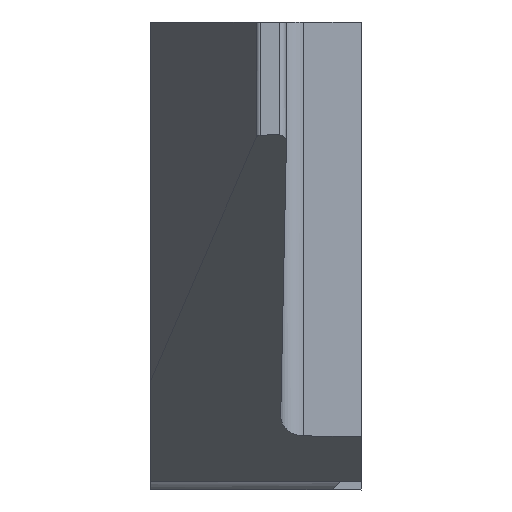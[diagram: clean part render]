
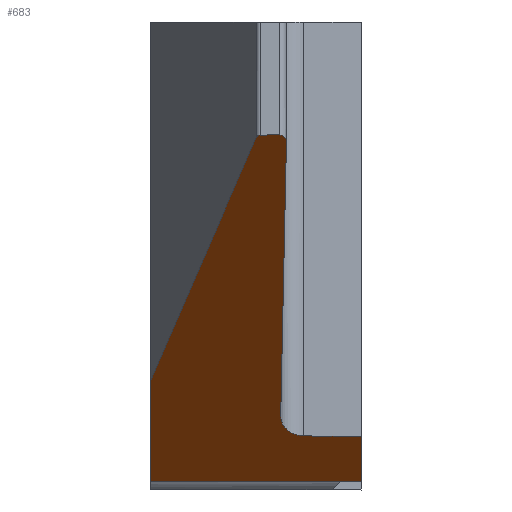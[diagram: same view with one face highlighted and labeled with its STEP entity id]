
A CAD part, front view. The second image highlights one B-rep face of the part: STEP entity #683.
In plain terms, the highlighted planar face has unit normal (0, -0.643, -0.766).
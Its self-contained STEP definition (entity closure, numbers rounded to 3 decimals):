
#94=CARTESIAN_POINT('',(3.6,6.155,-7.089));
#95=VERTEX_POINT('',#94);
#288=CARTESIAN_POINT('',(3.6,7.062,-7.85));
#289=VERTEX_POINT('',#288);
#300=CARTESIAN_POINT('',(3.6,6.155,-7.089));
#301=DIRECTION('',(0.,0.766,-0.643));
#302=VECTOR('',#301,1.184);
#303=LINE('',#300,#302);
#304=EDGE_CURVE('',#95,#289,#303,.T.);
#522=CARTESIAN_POINT('',(1.4,3.217,-4.624));
#523=DIRECTION('',(0.,0.643,0.766));
#524=DIRECTION('',(0.,-0.492,0.413));
#525=AXIS2_PLACEMENT_3D('',#522,#523,#524);
#526=PLANE('',#525);
#527=CARTESIAN_POINT('',(0.,5.014,-6.131));
#528=DIRECTION('',(0.269,-0.738,0.619));
#529=VECTOR('',#528,6.707);
#530=LINE('',#527,#529);
#531=CARTESIAN_POINT('',(0.,5.014,-6.131));
#532=VERTEX_POINT('',#531);
#533=CARTESIAN_POINT('',(1.801,0.064,-1.978));
#534=VERTEX_POINT('',#533);
#535=EDGE_CURVE('',#532,#534,#530,.T.);
#536=ORIENTED_EDGE('Edge 379',*,*,#535,.F.);
#545=CARTESIAN_POINT('',(1.801,0.064,-1.978));
#546=CARTESIAN_POINT('',(1.813,0.032,-1.951));
#547=CARTESIAN_POINT('',(1.841,0.013,-1.935));
#548=CARTESIAN_POINT('',(1.874,0.012,-1.934));
#549=(BOUNDED_CURVE()B_SPLINE_CURVE(3,(#545,#546,#547,#548),.UNSPECIFIED.,.F.,.F.)B_SPLINE_CURVE_WITH_KNOTS((4,4),(0.,1.),.UNSPECIFIED.)CURVE()GEOMETRIC_REPRESENTATION_ITEM()RATIONAL_B_SPLINE_CURVE((1.,0.884,0.884,1.))REPRESENTATION_ITEM(''));
#550=CARTESIAN_POINT('',(1.874,0.012,-1.934));
#551=VERTEX_POINT('',#550);
#552=EDGE_CURVE('',#534,#551,#549,.T.);
#553=ORIENTED_EDGE('Edge 384',*,*,#552,.F.);
#562=CARTESIAN_POINT('',(1.874,0.012,-1.934));
#563=DIRECTION('',(0.999,-0.026,0.022));
#564=VECTOR('',#563,0.326);
#565=LINE('',#562,#564);
#566=CARTESIAN_POINT('',(2.2,0.003,-1.927));
#567=VERTEX_POINT('',#566);
#568=EDGE_CURVE('',#551,#567,#565,.T.);
#569=ORIENTED_EDGE('Edge 389',*,*,#568,.F.);
#578=CARTESIAN_POINT('',(2.2,0.003,-1.927));
#579=CARTESIAN_POINT('',(2.274,0.019,-1.94));
#580=CARTESIAN_POINT('',(2.321,0.077,-1.989));
#581=CARTESIAN_POINT('',(2.32,0.153,-2.052));
#582=(BOUNDED_CURVE()B_SPLINE_CURVE(3,(#578,#579,#580,#581),.UNSPECIFIED.,.F.,.F.)B_SPLINE_CURVE_WITH_KNOTS((4,4),(0.,1.),.UNSPECIFIED.)CURVE()GEOMETRIC_REPRESENTATION_ITEM()RATIONAL_B_SPLINE_CURVE((1.,0.847,0.847,1.))REPRESENTATION_ITEM(''));
#583=CARTESIAN_POINT('',(2.32,0.153,-2.052));
#584=VERTEX_POINT('',#583);
#585=EDGE_CURVE('',#567,#584,#582,.T.);
#586=ORIENTED_EDGE('Edge 394',*,*,#585,.F.);
#595=CARTESIAN_POINT('',(2.32,0.153,-2.052));
#596=DIRECTION('',(-0.013,0.766,-0.643));
#597=VECTOR('',#596,7.283);
#598=LINE('',#595,#597);
#599=CARTESIAN_POINT('',(2.223,5.731,-6.733));
#600=VERTEX_POINT('',#599);
#601=EDGE_CURVE('',#584,#600,#598,.T.);
#602=ORIENTED_EDGE('Edge 399',*,*,#601,.F.);
#611=CARTESIAN_POINT('',(2.223,5.731,-6.733));
#612=CARTESIAN_POINT('',(2.219,5.966,-6.93));
#613=CARTESIAN_POINT('',(2.381,6.134,-7.071));
#614=CARTESIAN_POINT('',(2.616,6.138,-7.075));
#615=(BOUNDED_CURVE()B_SPLINE_CURVE(3,(#611,#612,#613,#614),.UNSPECIFIED.,.F.,.F.)B_SPLINE_CURVE_WITH_KNOTS((4,4),(0.,1.),.UNSPECIFIED.)CURVE()GEOMETRIC_REPRESENTATION_ITEM()RATIONAL_B_SPLINE_CURVE((1.,0.805,0.805,1.))REPRESENTATION_ITEM(''));
#616=CARTESIAN_POINT('',(2.616,6.138,-7.075));
#617=VERTEX_POINT('',#616);
#618=EDGE_CURVE('',#600,#617,#615,.T.);
#619=ORIENTED_EDGE('Edge 1261',*,*,#618,.F.);
#628=CARTESIAN_POINT('',(2.616,6.138,-7.075));
#629=DIRECTION('',(1.,0.017,-0.015));
#630=VECTOR('',#629,0.985);
#631=LINE('',#628,#630);
#632=EDGE_CURVE('',#617,#95,#631,.T.);
#633=ORIENTED_EDGE('Edge 1180',*,*,#632,.F.);
#642=ORIENTED_EDGE('Edge 148',*,*,#304,.F.);
#651=CARTESIAN_POINT('',(0.,7.062,-7.85));
#652=DIRECTION('',(1.,0.,0.));
#653=VECTOR('',#652,3.6);
#654=LINE('',#651,#653);
#655=CARTESIAN_POINT('',(0.,7.062,-7.85));
#656=VERTEX_POINT('',#655);
#657=EDGE_CURVE('',#656,#289,#654,.T.);
#658=ORIENTED_EDGE('Edge 419',*,*,#657,.T.);
#667=CARTESIAN_POINT('',(0.,5.014,-6.131));
#668=DIRECTION('',(0.,0.766,-0.643));
#669=VECTOR('',#668,2.674);
#670=LINE('',#667,#669);
#671=EDGE_CURVE('',#532,#656,#670,.T.);
#672=ORIENTED_EDGE('Edge 312',*,*,#671,.T.);
#681=EDGE_LOOP('',(#672,#658,#642,#633,#619,#602,#586,#569,#553,#536));
#682=FACE_OUTER_BOUND('Loop 425',#681,.T.);
#683=ADVANCED_FACE('Face 426',(#682),#526,.F.);
